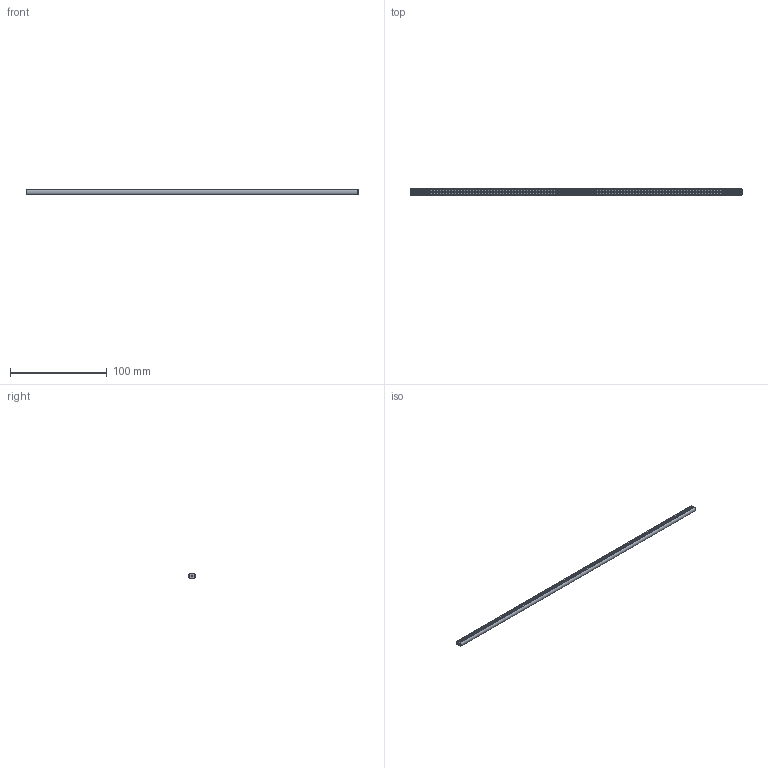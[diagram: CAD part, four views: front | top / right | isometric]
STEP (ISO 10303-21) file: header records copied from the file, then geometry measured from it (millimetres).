
FILE_DESCRIPTION(('FreeCAD Model'),'2;1');
FILE_NAME('Open CASCADE Shape Model','2024-06-18T17:41:17',(''),(''), 'Open CASCADE STEP processor 7.6','FreeCAD','Unknown');
FILE_SCHEMA(('AUTOMOTIVE_DESIGN { 1 0 10303 214 1 1 1 1 }'));
Length unit declared in the file: millimetre
Products named in the file (1): Shaft IDX BU27.50 - SPN-SFT-0230 (stemfie.org)
Bounding box: 343.75 x 6.6 x 5 mm (x, y, z)
Volume: 7846.6 mm3; surface area: 9855.9 mm2
Topology: 1 solids, 1 shells, 1045 faces, 3263 edges, 2026 vertices
Faces by surface type: cylinder 333, plane 310, cone 224, extrusion 178
Full cylindrical faces by diameter (mm): 2 x331
Entity records: 37481 total; most frequent: CARTESIAN_POINT 7403, ORIENTED_EDGE 6526, DIRECTION 6167, EDGE_CURVE 3263, AXIS2_PLACEMENT_3D 2214, VERTEX_POINT 2026, VECTOR 1739, LINE 1561
